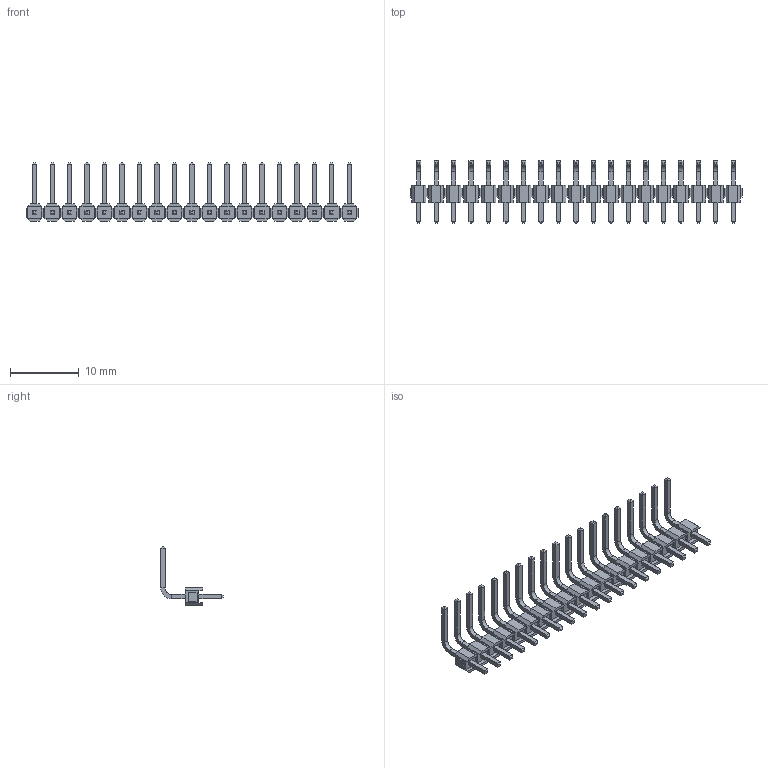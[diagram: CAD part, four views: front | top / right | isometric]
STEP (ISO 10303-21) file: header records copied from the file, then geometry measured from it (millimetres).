
FILE_DESCRIPTION (( 'STEP AP214' ), '1' );
FILE_NAME ('PLSRU-19.STEP', '2019-06-28T14:45:00', ( '' ), ( '' ), 'SwSTEP 2.0', 'SolidWorks 2018', '' );
FILE_SCHEMA (( 'AUTOMOTIVE_DESIGN' ));
Length unit declared in the file: millimetre
Products named in the file (1): PLSRU-19
Bounding box: 48.26 x 9.07 x 8.54 mm (x, y, z)
Volume: 322.4 mm3; surface area: 1301.7 mm2
Topology: 38 solids, 38 shells, 969 faces, 2128 edges, 1292 vertices
Faces by surface type: plane 931, cylinder 38
Entity records: 36604 total; most frequent: CARTESIAN_POINT 4390, ORIENTED_EDGE 4256, DIRECTION 4144, EDGE_CURVE 2128, LINE 2052, VECTOR 2052, VERTEX_POINT 1292, AXIS2_PLACEMENT_3D 1046
